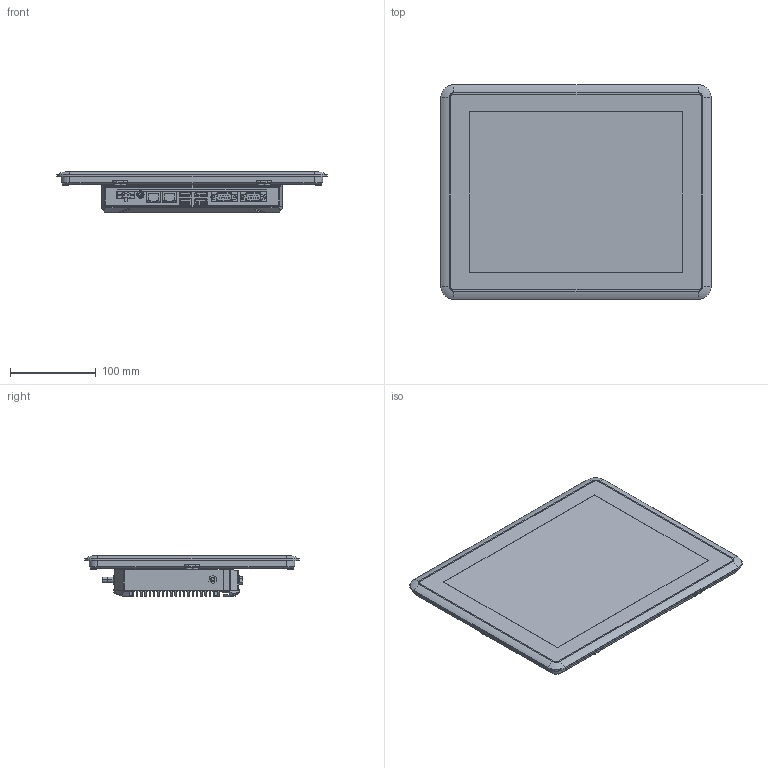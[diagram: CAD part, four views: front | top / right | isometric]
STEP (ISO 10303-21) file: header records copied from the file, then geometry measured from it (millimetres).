
FILE_DESCRIPTION (( 'STEP AP214' ), '1' );
FILE_NAME ('AS54F12CXXX.STEP', '2021-03-03T06:40:42', ( 'dhb' ), ( '' ), 'SwSTEP 2.0', 'SolidWorks 2016', '' );
FILE_SCHEMA (( 'AUTOMOTIVE_DESIGN' ));
Length unit declared in the file: millimetre
Products named in the file (1): AS54F12CXXX
Bounding box: 315.2 x 250.2 x 47 mm (x, y, z)
Surface area: 283446.4 mm2 (no closed solid volume)
Topology: 0 solids, 76 shells, 926 faces, 3262 edges, 2351 vertices
Faces by surface type: plane 490, cylinder 327, cone 46, bspline 35, torus 28
Entity records: 45254 total; most frequent: CARTESIAN_POINT 7765, DIRECTION 5671, ORIENTED_EDGE 5064, EDGE_CURVE 3224, VERTEX_POINT 2351, LINE 2137, VECTOR 2137, AXIS2_PLACEMENT_3D 1767
